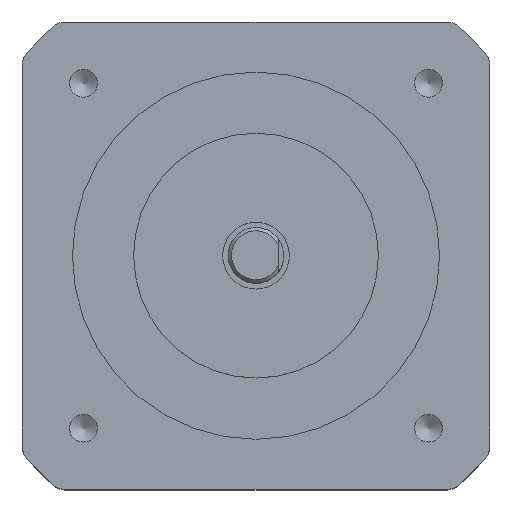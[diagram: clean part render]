
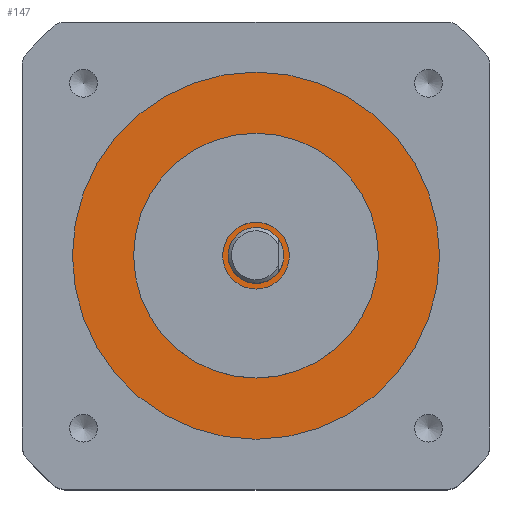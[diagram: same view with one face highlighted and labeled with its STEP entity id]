
A CAD part, top view. The second image highlights one B-rep face of the part: STEP entity #147.
In plain terms, the highlighted planar face has unit normal (0, 0, 1).
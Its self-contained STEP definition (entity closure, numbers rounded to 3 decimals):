
#147 = ADVANCED_FACE( '', ( #393, #394 ), #395, .F. );
#393 = FACE_OUTER_BOUND( '', #758, .T. );
#394 = FACE_BOUND( '', #759, .T. );
#395 = PLANE( '', #760 );
#758 = EDGE_LOOP( '', ( #1129 ) );
#759 = EDGE_LOOP( '', ( #1130 ) );
#760 = AXIS2_PLACEMENT_3D( '', #1131, #1132, #1133 );
#1129 = ORIENTED_EDGE( '', *, *, #2093, .F. );
#1130 = ORIENTED_EDGE( '', *, *, #2094, .T. );
#1131 = CARTESIAN_POINT( '', ( 0., 0., -0.5 ) );
#1132 = DIRECTION( '', ( 0., 0., -1. ) );
#1133 = DIRECTION( '', ( -1., 0., 0. ) );
#2093 = EDGE_CURVE( '', #2487, #2487, #2488, .T. );
#2094 = EDGE_CURVE( '', #2489, #2489, #2490, .T. );
#2487 = VERTEX_POINT( '', #3048 );
#2488 = CIRCLE( '', #3049, 16.5 );
#2489 = VERTEX_POINT( '', #3050 );
#2490 = CIRCLE( '', #3051, 2.5 );
#3048 = CARTESIAN_POINT( '', ( 0., -16.5, -0.5 ) );
#3049 = AXIS2_PLACEMENT_3D( '', #3720, #3721, #3722 );
#3050 = CARTESIAN_POINT( '', ( 2.5, 0., -0.5 ) );
#3051 = AXIS2_PLACEMENT_3D( '', #3723, #3724, #3725 );
#3720 = CARTESIAN_POINT( '', ( 0., 0., -0.5 ) );
#3721 = DIRECTION( '', ( 0., 0., -1. ) );
#3722 = DIRECTION( '', ( 0., -1., 0. ) );
#3723 = CARTESIAN_POINT( '', ( 0., 0., -0.5 ) );
#3724 = DIRECTION( '', ( 0., 0., -1. ) );
#3725 = DIRECTION( '', ( 1., 0., 0. ) );
